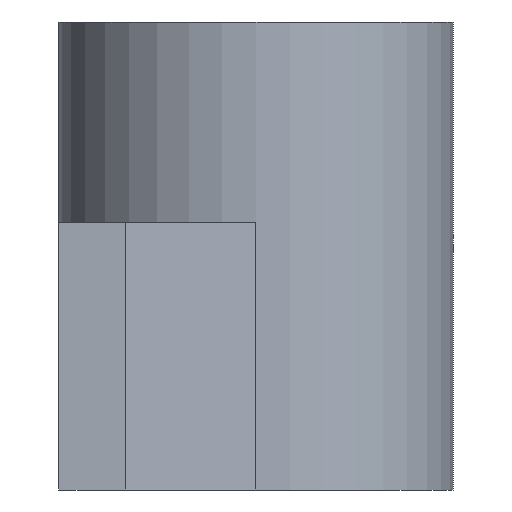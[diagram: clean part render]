
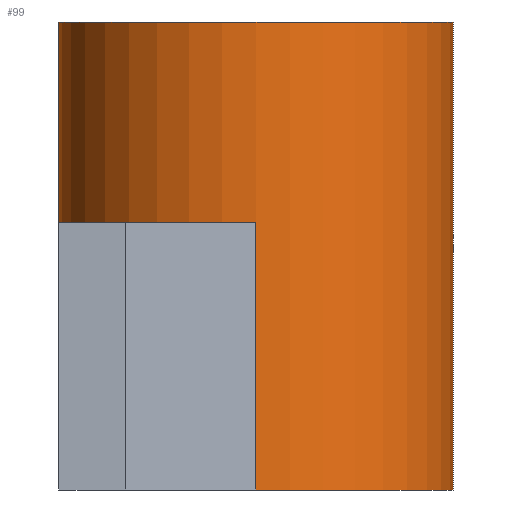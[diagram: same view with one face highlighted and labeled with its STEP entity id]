
A CAD part, left-side view. The second image highlights one B-rep face of the part: STEP entity #99.
In plain terms, the highlighted cylindrical face has radius 14.75 mm (diameter 29.5 mm), a full revolution.
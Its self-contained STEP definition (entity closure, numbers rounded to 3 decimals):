
#32 = VERTEX_POINT('',#33);
#33 = CARTESIAN_POINT('',(14.75,0.,20.));
#39 = EDGE_CURVE('',#40,#32,#42,.T.);
#40 = VERTEX_POINT('',#41);
#41 = CARTESIAN_POINT('',(14.75,0.,0.));
#42 = LINE('',#43,#44);
#43 = CARTESIAN_POINT('',(14.75,0.,0.));
#44 = VECTOR('',#45,1.);
#45 = DIRECTION('',(0.,0.,1.));
#99 = ADVANCED_FACE('',(#100),#151,.T.);
#100 = FACE_BOUND('',#101,.F.);
#101 = EDGE_LOOP('',(#102,#111,#118,#125,#126,#127,#136,#144));
#102 = ORIENTED_EDGE('',*,*,#103,.F.);
#103 = EDGE_CURVE('',#32,#104,#106,.T.);
#104 = VERTEX_POINT('',#105);
#105 = CARTESIAN_POINT('',(0.,14.75,20.));
#106 = CIRCLE('',#107,14.75);
#107 = AXIS2_PLACEMENT_3D('',#108,#109,#110);
#108 = CARTESIAN_POINT('',(0.,0.,20.));
#109 = DIRECTION('',(0.,0.,1.));
#110 = DIRECTION('',(1.,0.,0.));
#111 = ORIENTED_EDGE('',*,*,#112,.F.);
#112 = EDGE_CURVE('',#113,#32,#115,.T.);
#113 = VERTEX_POINT('',#114);
#114 = CARTESIAN_POINT('',(14.75,0.,35.));
#115 = B_SPLINE_CURVE_WITH_KNOTS('',1,(#116,#117),.UNSPECIFIED.,.F.,.F.,
  (2,2),(-35.,-20.),.PIECEWISE_BEZIER_KNOTS.);
#116 = CARTESIAN_POINT('',(14.75,0.,35.));
#117 = CARTESIAN_POINT('',(14.75,0.,20.));
#118 = ORIENTED_EDGE('',*,*,#119,.T.);
#119 = EDGE_CURVE('',#113,#113,#120,.T.);
#120 = CIRCLE('',#121,14.75);
#121 = AXIS2_PLACEMENT_3D('',#122,#123,#124);
#122 = CARTESIAN_POINT('',(0.,0.,35.));
#123 = DIRECTION('',(0.,0.,1.));
#124 = DIRECTION('',(1.,0.,0.));
#125 = ORIENTED_EDGE('',*,*,#112,.T.);
#126 = ORIENTED_EDGE('',*,*,#39,.F.);
#127 = ORIENTED_EDGE('',*,*,#128,.F.);
#128 = EDGE_CURVE('',#129,#40,#131,.T.);
#129 = VERTEX_POINT('',#130);
#130 = CARTESIAN_POINT('',(-14.75,0.,0.));
#131 = CIRCLE('',#132,14.75);
#132 = AXIS2_PLACEMENT_3D('',#133,#134,#135);
#133 = CARTESIAN_POINT('',(0.,0.,0.));
#134 = DIRECTION('',(0.,0.,1.));
#135 = DIRECTION('',(1.,0.,0.));
#136 = ORIENTED_EDGE('',*,*,#137,.T.);
#137 = EDGE_CURVE('',#129,#138,#140,.T.);
#138 = VERTEX_POINT('',#139);
#139 = CARTESIAN_POINT('',(-14.75,0.,20.));
#140 = LINE('',#141,#142);
#141 = CARTESIAN_POINT('',(-14.75,0.,0.));
#142 = VECTOR('',#143,1.);
#143 = DIRECTION('',(0.,0.,1.));
#144 = ORIENTED_EDGE('',*,*,#145,.F.);
#145 = EDGE_CURVE('',#104,#138,#146,.T.);
#146 = CIRCLE('',#147,14.75);
#147 = AXIS2_PLACEMENT_3D('',#148,#149,#150);
#148 = CARTESIAN_POINT('',(0.,0.,20.));
#149 = DIRECTION('',(0.,0.,1.));
#150 = DIRECTION('',(1.,0.,0.));
#151 = CYLINDRICAL_SURFACE('',#152,14.75);
#152 = AXIS2_PLACEMENT_3D('',#153,#154,#155);
#153 = CARTESIAN_POINT('',(0.,0.,0.));
#154 = DIRECTION('',(-0.,-0.,-1.));
#155 = DIRECTION('',(1.,0.,0.));
